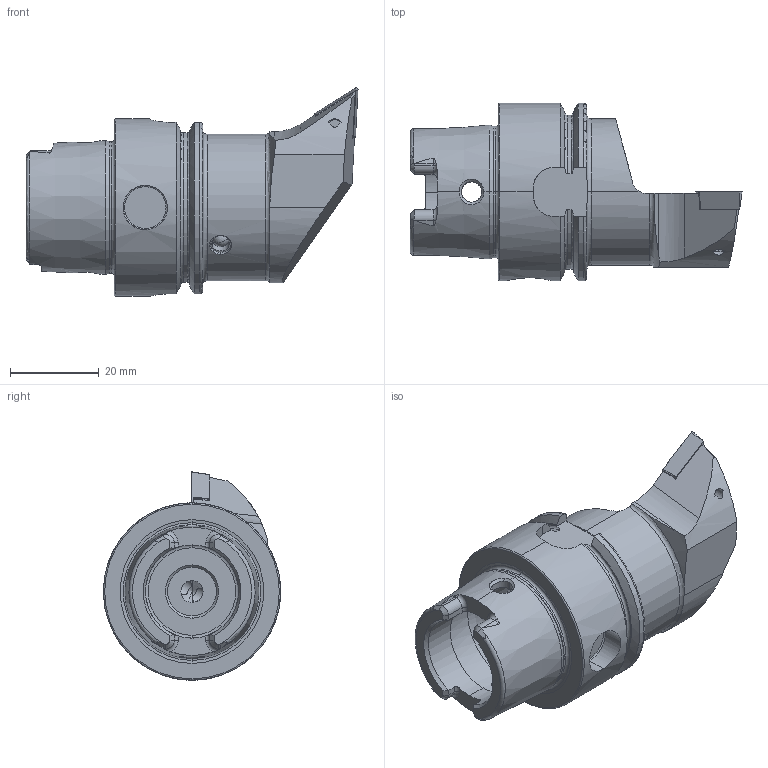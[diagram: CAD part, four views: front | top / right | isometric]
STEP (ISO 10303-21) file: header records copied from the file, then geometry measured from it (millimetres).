
FILE_DESCRIPTION (( 'STEP AP214' ), '1' );
FILE_NAME ('HA4.KDB.LUA.055.STEP', '2020-09-17T06:44:33', ( '' ), ( '' ), 'SwSTEP 2.0', 'SolidWorks 2017', '' );
FILE_SCHEMA (( 'AUTOMOTIVE_DESIGN' ));
Length unit declared in the file: millimetre
Products named in the file (5): DCMT11T304; HA4-KDB.LUA.055_C_Fertigbearbeitung; HA4.KDB.LUA.055; KVT_MB_600_050; WCB-ER2.001.009_A
Assembly tree (4 placements, depth 2):
  HA4.KDB.LUA.055
    HA4-KDB.LUA.055_C_Fertigbearbeitung
    WCB-ER2.001.009_A
    DCMT11T304
    KVT_MB_600_050
Bounding box: 74.9 x 40 x 47.01 mm (x, y, z)
Volume: 41295.9 mm3; surface area: 13808.5 mm2
Topology: 5 solids, 5 shells, 314 faces, 809 edges, 496 vertices
Faces by surface type: cylinder 92, plane 80, cone 78, torus 40, bspline 20, sphere 4
Entity records: 12694 total; most frequent: CARTESIAN_POINT 4035, ORIENTED_EDGE 1588, DIRECTION 1441, EDGE_CURVE 794, AXIS2_PLACEMENT_3D 577, VERTEX_POINT 493, EDGE_LOOP 329, FACE_OUTER_BOUND 314
